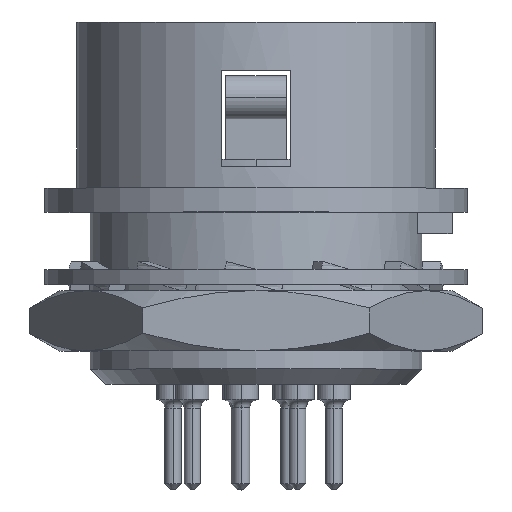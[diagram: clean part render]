
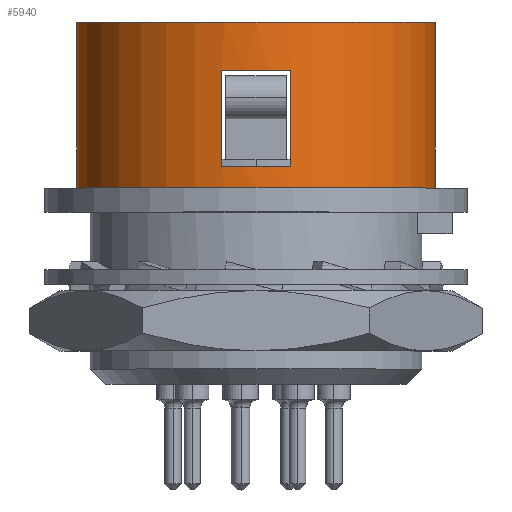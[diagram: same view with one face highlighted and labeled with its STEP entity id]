
A CAD part, top view. The second image highlights one B-rep face of the part: STEP entity #5940.
In plain terms, the highlighted cylindrical face has radius 5.95 mm (diameter 11.9 mm), a partial arc.
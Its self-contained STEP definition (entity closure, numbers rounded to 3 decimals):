
#210=CARTESIAN_POINT('',(0.,-15.,0.));
#220=DIRECTION('',(0.,1.,0.));
#230=DIRECTION('',(1.,0.,0.));
#240=AXIS2_PLACEMENT_3D('',#210,#220,#230);
#250=CIRCLE('',#240,5.95);
#260=CARTESIAN_POINT('',(5.95,-15.,0.));
#270=VERTEX_POINT('',#260);
#280=CARTESIAN_POINT('',(-5.95,-15.,0.));
#290=VERTEX_POINT('',#280);
#320=EDGE_CURVE('',#290,#270,#250,.T.);
#5270=CARTESIAN_POINT('',(0.,-12.25,0.));
#5280=DIRECTION('',(0.,-1.,0.));
#5290=DIRECTION('',(-1.,0.,0.));
#5300=AXIS2_PLACEMENT_3D('',#5270,#5280,#5290);
#5310=CYLINDRICAL_SURFACE('',#5300,5.95);
#5320=CARTESIAN_POINT('',(-5.95,-12.25,0.));
#5330=DIRECTION('',(0.,-1.,0.));
#5340=VECTOR('',#5330,1.);
#5350=LINE('',#5320,#5340);
#5360=CARTESIAN_POINT('',(-5.95,-9.5,0.));
#5370=VERTEX_POINT('',#5360);
#5380=EDGE_CURVE('',#5370,#290,#5350,.T.);
#5390=ORIENTED_EDGE('',*,*,#5380,.T.);
#5400=CARTESIAN_POINT('',(0.,-9.5,0.));
#5410=DIRECTION('',(0.,1.,0.));
#5420=DIRECTION('',(1.,0.,0.));
#5430=AXIS2_PLACEMENT_3D('',#5400,#5410,#5420);
#5440=CIRCLE('',#5430,5.95);
#5450=CARTESIAN_POINT('',(5.95,-9.5,0.));
#5460=VERTEX_POINT('',#5450);
#5470=EDGE_CURVE('',#5370,#5460,#5440,.T.);
#5480=ORIENTED_EDGE('',*,*,#5470,.F.);
#5490=CARTESIAN_POINT('',(5.95,-12.25,0.));
#5500=DIRECTION('',(0.,-1.,0.));
#5510=VECTOR('',#5500,1.);
#5520=LINE('',#5490,#5510);
#5530=EDGE_CURVE('',#5460,#270,#5520,.T.);
#5540=ORIENTED_EDGE('',*,*,#5530,.F.);
#5550=ORIENTED_EDGE('',*,*,#320,.T.);
#5560=EDGE_LOOP('',(#5550,#5540,#5480,#5390));
#5570=FACE_OUTER_BOUND('',#5560,.T.);
#5580=CARTESIAN_POINT('',(-1.15,-12.25,5.838));
#5590=DIRECTION('',(0.,-1.,0.));
#5600=VECTOR('',#5590,1.);
#5610=LINE('',#5580,#5600);
#5620=CARTESIAN_POINT('',(-1.15,-11.1,5.838));
#5630=VERTEX_POINT('',#5620);
#5640=CARTESIAN_POINT('',(-1.15,-14.3,5.838));
#5650=VERTEX_POINT('',#5640);
#5660=EDGE_CURVE('',#5630,#5650,#5610,.T.);
#5670=ORIENTED_EDGE('',*,*,#5660,.F.);
#5680=CARTESIAN_POINT('',(0.,-14.3,0.));
#5690=DIRECTION('',(0.,-1.,0.));
#5700=DIRECTION('',(-1.,0.,0.));
#5710=AXIS2_PLACEMENT_3D('',#5680,#5690,#5700);
#5720=CIRCLE('',#5710,5.95);
#5730=CARTESIAN_POINT('',(1.15,-14.3,5.838));
#5740=VERTEX_POINT('',#5730);
#5750=EDGE_CURVE('',#5740,#5650,#5720,.T.);
#5760=ORIENTED_EDGE('',*,*,#5750,.T.);
#5770=CARTESIAN_POINT('',(1.15,-12.25,5.838));
#5780=DIRECTION('',(0.,-1.,0.));
#5790=VECTOR('',#5780,1.);
#5800=LINE('',#5770,#5790);
#5810=CARTESIAN_POINT('',(1.15,-11.1,5.838));
#5820=VERTEX_POINT('',#5810);
#5830=EDGE_CURVE('',#5820,#5740,#5800,.T.);
#5840=ORIENTED_EDGE('',*,*,#5830,.T.);
#5850=CARTESIAN_POINT('',(0.,-11.1,0.));
#5860=DIRECTION('',(0.,-1.,0.));
#5870=DIRECTION('',(-1.,0.,0.));
#5880=AXIS2_PLACEMENT_3D('',#5850,#5860,#5870);
#5890=CIRCLE('',#5880,5.95);
#5900=EDGE_CURVE('',#5820,#5630,#5890,.T.);
#5910=ORIENTED_EDGE('',*,*,#5900,.F.);
#5920=EDGE_LOOP('',(#5910,#5840,#5760,#5670));
#5930=FACE_BOUND('',#5920,.T.);
#5940=ADVANCED_FACE('',(#5570,#5930),#5310,.T.);
